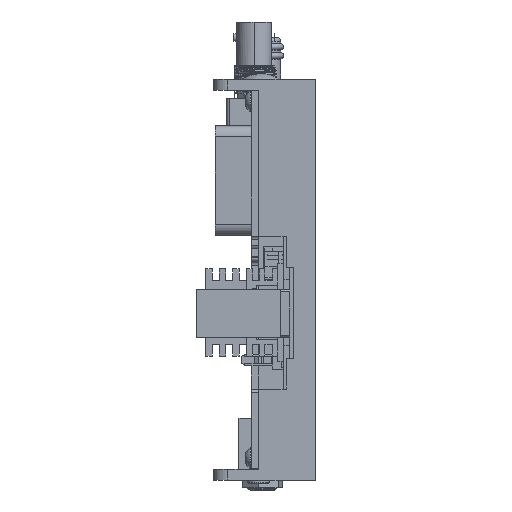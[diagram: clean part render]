
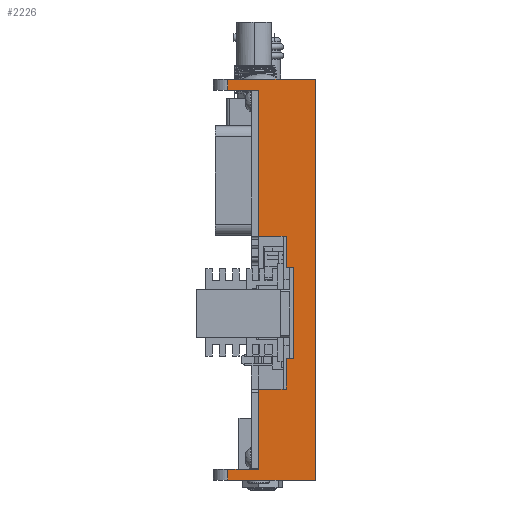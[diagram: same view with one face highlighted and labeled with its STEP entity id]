
A CAD part, left-side view. The second image highlights one B-rep face of the part: STEP entity #2226.
In plain terms, the highlighted planar face has unit normal (-1, 0, 0).
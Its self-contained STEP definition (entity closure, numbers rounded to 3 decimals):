
#218 = CARTESIAN_POINT ( 'NONE',  ( -65., 8., 3.5 ) ) ;
#883 = CARTESIAN_POINT ( 'NONE',  ( -65., 24., -55. ) ) ;
#1070 = ORIENTED_EDGE ( 'NONE', *, *, #7503, .F. ) ;
#1185 = LINE ( 'NONE', #15141, #21794 ) ;
#2041 = ORIENTED_EDGE ( 'NONE', *, *, #40008, .T. ) ;
#2103 = CARTESIAN_POINT ( 'NONE',  ( -65., 0., -55. ) ) ;
#2226 = ADVANCED_FACE ( 'NONE', ( #22822 ), #36765, .F. ) ;
#2518 = ORIENTED_EDGE ( 'NONE', *, *, #40048, .F. ) ;
#3607 = CARTESIAN_POINT ( 'NONE',  ( -65., 15.5, 52. ) ) ;
#4472 = CARTESIAN_POINT ( 'NONE',  ( -65., 8., -30. ) ) ;
#4645 = LINE ( 'NONE', #18616, #31668 ) ;
#4950 = CARTESIAN_POINT ( 'NONE',  ( -65., 0., 55. ) ) ;
#5076 = DIRECTION ( 'NONE',  ( 0., 1., 0. ) ) ;
#5161 = VERTEX_POINT ( 'NONE', #3607 ) ;
#5408 = DIRECTION ( 'NONE',  ( 0., 0., -1. ) ) ;
#6264 = VERTEX_POINT ( 'NONE', #22298 ) ;
#6729 = VERTEX_POINT ( 'NONE', #42112 ) ;
#7243 = ORIENTED_EDGE ( 'NONE', *, *, #11994, .F. ) ;
#7503 = EDGE_CURVE ( 'NONE', #20655, #6264, #22254, .T. ) ;
#7667 = EDGE_CURVE ( 'NONE', #31957, #34273, #9423, .T. ) ;
#7724 = DIRECTION ( 'NONE',  ( 0., 0., 1. ) ) ;
#7847 = VECTOR ( 'NONE', #5076, 1000. ) ;
#8514 = VECTOR ( 'NONE', #37961, 1000. ) ;
#8934 = EDGE_CURVE ( 'NONE', #32557, #28900, #35578, .T. ) ;
#9041 = EDGE_CURVE ( 'NONE', #5161, #34273, #42055, .T. ) ;
#9423 = LINE ( 'NONE', #30471, #14310 ) ;
#9771 = EDGE_CURVE ( 'NONE', #32380, #6729, #34361, .T. ) ;
#10036 = CARTESIAN_POINT ( 'NONE',  ( -65., 15.5, 52. ) ) ;
#10108 = DIRECTION ( 'NONE',  ( 0., -1., 0. ) ) ;
#10248 = CARTESIAN_POINT ( 'NONE',  ( -65., 24., 55. ) ) ;
#11546 = EDGE_CURVE ( 'NONE', #36273, #27915, #26794, .T. ) ;
#11994 = EDGE_CURVE ( 'NONE', #31811, #39215, #39837, .T. ) ;
#12180 = VECTOR ( 'NONE', #28494, 1000. ) ;
#12718 = CARTESIAN_POINT ( 'NONE',  ( -65., 8., 12. ) ) ;
#13010 = CARTESIAN_POINT ( 'NONE',  ( -65., 6., -2.5 ) ) ;
#14310 = VECTOR ( 'NONE', #36643, 1000. ) ;
#15044 = LINE ( 'NONE', #32234, #25286 ) ;
#15141 = CARTESIAN_POINT ( 'NONE',  ( -65., 28., 55. ) ) ;
#15238 = LINE ( 'NONE', #4472, #42572 ) ;
#15541 = CARTESIAN_POINT ( 'NONE',  ( -65., 8., -21.5 ) ) ;
#16487 = CARTESIAN_POINT ( 'NONE',  ( -65., 8., -30. ) ) ;
#16700 = CARTESIAN_POINT ( 'NONE',  ( -65., 6., 3.5 ) ) ;
#16733 = AXIS2_PLACEMENT_3D ( 'NONE', #31221, #40207, #5408 ) ;
#18163 = VECTOR ( 'NONE', #39993, 1000. ) ;
#18305 = ORIENTED_EDGE ( 'NONE', *, *, #9041, .F. ) ;
#18616 = CARTESIAN_POINT ( 'NONE',  ( -65., 15.5, -52. ) ) ;
#19063 = VECTOR ( 'NONE', #29557, 1000. ) ;
#19715 = DIRECTION ( 'NONE',  ( 0., 0., 1. ) ) ;
#19759 = ORIENTED_EDGE ( 'NONE', *, *, #42491, .T. ) ;
#20502 = ORIENTED_EDGE ( 'NONE', *, *, #8934, .F. ) ;
#20655 = VERTEX_POINT ( 'NONE', #12718 ) ;
#21038 = ORIENTED_EDGE ( 'NONE', *, *, #44186, .T. ) ;
#21794 = VECTOR ( 'NONE', #29323, 1000. ) ;
#21888 = ORIENTED_EDGE ( 'NONE', *, *, #39444, .T. ) ;
#21947 = LINE ( 'NONE', #883, #18163 ) ;
#21986 = EDGE_CURVE ( 'NONE', #27915, #20655, #15044, .T. ) ;
#22254 = LINE ( 'NONE', #39631, #7847 ) ;
#22298 = CARTESIAN_POINT ( 'NONE',  ( -65., 15.5, 12. ) ) ;
#22324 = DIRECTION ( 'NONE',  ( 0., 1., 0. ) ) ;
#22457 = CARTESIAN_POINT ( 'NONE',  ( -65., 15.5, -52. ) ) ;
#22525 = ORIENTED_EDGE ( 'NONE', *, *, #11546, .F. ) ;
#22822 = FACE_OUTER_BOUND ( 'NONE', #41247, .T. ) ;
#22911 = CARTESIAN_POINT ( 'NONE',  ( -65., 24., 52. ) ) ;
#22921 = CARTESIAN_POINT ( 'NONE',  ( -65., 6., -21.5 ) ) ;
#23155 = LINE ( 'NONE', #2103, #40988 ) ;
#24899 = ORIENTED_EDGE ( 'NONE', *, *, #7667, .T. ) ;
#25286 = VECTOR ( 'NONE', #7724, 1000. ) ;
#26794 = LINE ( 'NONE', #40741, #44987 ) ;
#27915 = VERTEX_POINT ( 'NONE', #218 ) ;
#28494 = DIRECTION ( 'NONE',  ( 0., 0., 1. ) ) ;
#28694 = DIRECTION ( 'NONE',  ( 0., 1., 0. ) ) ;
#28900 = VERTEX_POINT ( 'NONE', #37058 ) ;
#29323 = DIRECTION ( 'NONE',  ( 0., -1., 0. ) ) ;
#29557 = DIRECTION ( 'NONE',  ( 0., 0., 1. ) ) ;
#29619 = VECTOR ( 'NONE', #19715, 1000. ) ;
#30097 = CARTESIAN_POINT ( 'NONE',  ( -65., 24., -55. ) ) ;
#30178 = DIRECTION ( 'NONE',  ( 0., 1., 0. ) ) ;
#30471 = CARTESIAN_POINT ( 'NONE',  ( -65., 24., 52. ) ) ;
#31221 = CARTESIAN_POINT ( 'NONE',  ( -65., 28., -55. ) ) ;
#31668 = VECTOR ( 'NONE', #28694, 1000. ) ;
#31811 = VERTEX_POINT ( 'NONE', #37699 ) ;
#31957 = VERTEX_POINT ( 'NONE', #10248 ) ;
#32234 = CARTESIAN_POINT ( 'NONE',  ( -65., 8., -30. ) ) ;
#32235 = ORIENTED_EDGE ( 'NONE', *, *, #9771, .T. ) ;
#32380 = VERTEX_POINT ( 'NONE', #30097 ) ;
#32557 = VERTEX_POINT ( 'NONE', #22457 ) ;
#33004 = DIRECTION ( 'NONE',  ( 0., 0., 1. ) ) ;
#34159 = EDGE_CURVE ( 'NONE', #31957, #38419, #1185, .T. ) ;
#34273 = VERTEX_POINT ( 'NONE', #22911 ) ;
#34361 = LINE ( 'NONE', #44428, #34891 ) ;
#34522 = CARTESIAN_POINT ( 'NONE',  ( -65., 6., -21.5 ) ) ;
#34891 = VECTOR ( 'NONE', #10108, 1000. ) ;
#35135 = CARTESIAN_POINT ( 'NONE',  ( -65., 15.5, 52. ) ) ;
#35578 = LINE ( 'NONE', #35135, #12180 ) ;
#35788 = VERTEX_POINT ( 'NONE', #22921 ) ;
#36131 = ORIENTED_EDGE ( 'NONE', *, *, #37166, .T. ) ;
#36182 = DIRECTION ( 'NONE',  ( 0., 1., 0. ) ) ;
#36273 = VERTEX_POINT ( 'NONE', #16700 ) ;
#36643 = DIRECTION ( 'NONE',  ( 0., 0., -1. ) ) ;
#36765 = PLANE ( 'NONE',  #16733 ) ;
#37058 = CARTESIAN_POINT ( 'NONE',  ( -65., 15.5, -30. ) ) ;
#37166 = EDGE_CURVE ( 'NONE', #43805, #32380, #21947, .T. ) ;
#37699 = CARTESIAN_POINT ( 'NONE',  ( -65., 8., -30. ) ) ;
#37961 = DIRECTION ( 'NONE',  ( 0., 1., 0. ) ) ;
#38180 = VECTOR ( 'NONE', #44804, 1000. ) ;
#38419 = VERTEX_POINT ( 'NONE', #4950 ) ;
#39215 = VERTEX_POINT ( 'NONE', #15541 ) ;
#39444 = EDGE_CURVE ( 'NONE', #35788, #39215, #44367, .T. ) ;
#39631 = CARTESIAN_POINT ( 'NONE',  ( -65., 8., 12. ) ) ;
#39820 = ORIENTED_EDGE ( 'NONE', *, *, #34159, .F. ) ;
#39837 = LINE ( 'NONE', #16487, #29619 ) ;
#39993 = DIRECTION ( 'NONE',  ( 0., 0., -1. ) ) ;
#40008 = EDGE_CURVE ( 'NONE', #6729, #38419, #23155, .T. ) ;
#40029 = ORIENTED_EDGE ( 'NONE', *, *, #21986, .F. ) ;
#40048 = EDGE_CURVE ( 'NONE', #6264, #5161, #44434, .T. ) ;
#40089 = CARTESIAN_POINT ( 'NONE',  ( -65., 15.5, 52. ) ) ;
#40207 = DIRECTION ( 'NONE',  ( 1., 0., 0. ) ) ;
#40384 = CARTESIAN_POINT ( 'NONE',  ( -65., 24., -52. ) ) ;
#40741 = CARTESIAN_POINT ( 'NONE',  ( -65., 6., 3.5 ) ) ;
#40988 = VECTOR ( 'NONE', #33004, 1000. ) ;
#41247 = EDGE_LOOP ( 'NONE', ( #40029, #22525, #41279, #21888, #7243, #19759, #20502, #21038, #36131, #32235, #2041, #39820, #24899, #18305, #2518, #1070 ) ) ;
#41279 = ORIENTED_EDGE ( 'NONE', *, *, #44765, .F. ) ;
#41684 = VECTOR ( 'NONE', #30178, 1000. ) ;
#42055 = LINE ( 'NONE', #10036, #8514 ) ;
#42112 = CARTESIAN_POINT ( 'NONE',  ( -65., 0., -55. ) ) ;
#42491 = EDGE_CURVE ( 'NONE', #31811, #28900, #15238, .T. ) ;
#42572 = VECTOR ( 'NONE', #22324, 1000. ) ;
#43805 = VERTEX_POINT ( 'NONE', #40384 ) ;
#44186 = EDGE_CURVE ( 'NONE', #32557, #43805, #4645, .T. ) ;
#44350 = LINE ( 'NONE', #13010, #38180 ) ;
#44367 = LINE ( 'NONE', #34522, #41684 ) ;
#44428 = CARTESIAN_POINT ( 'NONE',  ( -65., 28., -55. ) ) ;
#44434 = LINE ( 'NONE', #40089, #19063 ) ;
#44765 = EDGE_CURVE ( 'NONE', #35788, #36273, #44350, .T. ) ;
#44804 = DIRECTION ( 'NONE',  ( 0., 0., 1. ) ) ;
#44987 = VECTOR ( 'NONE', #36182, 1000. ) ;
